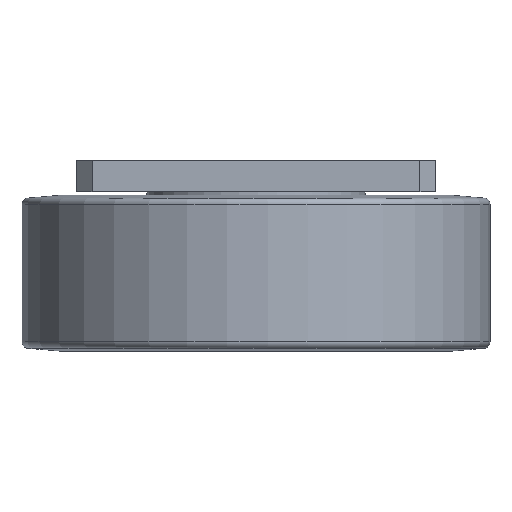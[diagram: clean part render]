
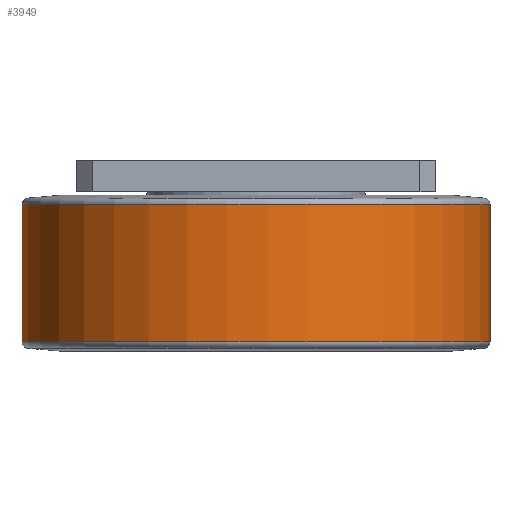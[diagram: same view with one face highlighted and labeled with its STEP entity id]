
A CAD part, front view. The second image highlights one B-rep face of the part: STEP entity #3949.
In plain terms, the highlighted cylindrical face has radius 75 mm (diameter 150 mm), a full revolution.
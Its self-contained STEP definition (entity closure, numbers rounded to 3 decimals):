
#72=CYLINDRICAL_SURFACE('',#4274,75.);
#359=LINE('',#6355,#705);
#705=VECTOR('',#5178,75.);
#966=FACE_OUTER_BOUND('',#1205,.T.);
#1205=EDGE_LOOP('',(#3080,#3081,#3082,#3083,#3084,#3085,#3086,#3087));
#1398=CIRCLE('',#4270,75.);
#1399=CIRCLE('',#4271,75.);
#1400=CIRCLE('',#4272,75.);
#1402=CIRCLE('',#4275,75.);
#1403=CIRCLE('',#4276,75.);
#1404=CIRCLE('',#4277,75.);
#1759=VERTEX_POINT('',#6345);
#1760=VERTEX_POINT('',#6347);
#1761=VERTEX_POINT('',#6349);
#1762=VERTEX_POINT('',#6354);
#1763=VERTEX_POINT('',#6356);
#1764=VERTEX_POINT('',#6358);
#2237=EDGE_CURVE('',#1759,#1760,#1398,.T.);
#2238=EDGE_CURVE('',#1760,#1761,#1399,.T.);
#2239=EDGE_CURVE('',#1761,#1759,#1400,.T.);
#2241=EDGE_CURVE('',#1760,#1762,#359,.T.);
#2242=EDGE_CURVE('',#1763,#1762,#1402,.T.);
#2243=EDGE_CURVE('',#1764,#1763,#1403,.T.);
#2244=EDGE_CURVE('',#1762,#1764,#1404,.T.);
#3080=ORIENTED_EDGE('',*,*,#2239,.F.);
#3081=ORIENTED_EDGE('',*,*,#2238,.F.);
#3082=ORIENTED_EDGE('',*,*,#2241,.T.);
#3083=ORIENTED_EDGE('',*,*,#2242,.F.);
#3084=ORIENTED_EDGE('',*,*,#2243,.F.);
#3085=ORIENTED_EDGE('',*,*,#2244,.F.);
#3086=ORIENTED_EDGE('',*,*,#2241,.F.);
#3087=ORIENTED_EDGE('',*,*,#2237,.F.);
#3949=ADVANCED_FACE('',(#966),#72,.T.);
#4270=AXIS2_PLACEMENT_3D('',#6348,#5168,#5169);
#4271=AXIS2_PLACEMENT_3D('',#6350,#5170,#5171);
#4272=AXIS2_PLACEMENT_3D('',#6351,#5172,#5173);
#4274=AXIS2_PLACEMENT_3D('',#6353,#5176,#5177);
#4275=AXIS2_PLACEMENT_3D('',#6357,#5179,#5180);
#4276=AXIS2_PLACEMENT_3D('',#6359,#5181,#5182);
#4277=AXIS2_PLACEMENT_3D('',#6360,#5183,#5184);
#5168=DIRECTION('center_axis',(0.,0.,
-1.));
#5169=DIRECTION('ref_axis',(0.222,-0.975,0.));
#5170=DIRECTION('center_axis',(0.,0.,
-1.));
#5171=DIRECTION('ref_axis',(0.222,-0.975,0.));
#5172=DIRECTION('center_axis',(0.,0.,
-1.));
#5173=DIRECTION('ref_axis',(0.222,-0.975,0.));
#5176=DIRECTION('center_axis',(0.,0.,
-1.));
#5177=DIRECTION('ref_axis',(-0.222,0.975,0.));
#5178=DIRECTION('',(0.,0.,1.));
#5179=DIRECTION('center_axis',(0.,0.,
1.));
#5180=DIRECTION('ref_axis',(0.222,-0.975,0.));
#5181=DIRECTION('center_axis',(0.,0.,
1.));
#5182=DIRECTION('ref_axis',(0.222,-0.975,0.));
#5183=DIRECTION('center_axis',(0.,0.,
1.));
#5184=DIRECTION('ref_axis',(0.222,-0.975,0.));
#6345=CARTESIAN_POINT('',(73.128,16.652,-22.23));
#6347=CARTESIAN_POINT('',(16.652,-73.128,-22.23));
#6348=CARTESIAN_POINT('Origin',(0.,0.,
-22.23));
#6349=CARTESIAN_POINT('',(-16.652,73.128,-22.23));
#6350=CARTESIAN_POINT('Origin',(0.,0.,
-22.23));
#6351=CARTESIAN_POINT('Origin',(0.,0.,
-22.23));
#6353=CARTESIAN_POINT('Origin',(0.,0.,
-0.2));
#6354=CARTESIAN_POINT('',(16.652,-73.128,21.83));
#6355=CARTESIAN_POINT('',(16.652,-73.128,-0.2));
#6356=CARTESIAN_POINT('',(-16.652,73.128,21.83));
#6357=CARTESIAN_POINT('Origin',(0.,0.,
21.83));
#6358=CARTESIAN_POINT('',(73.128,16.652,21.83));
#6359=CARTESIAN_POINT('Origin',(0.,0.,
21.83));
#6360=CARTESIAN_POINT('Origin',(0.,0.,
21.83));
